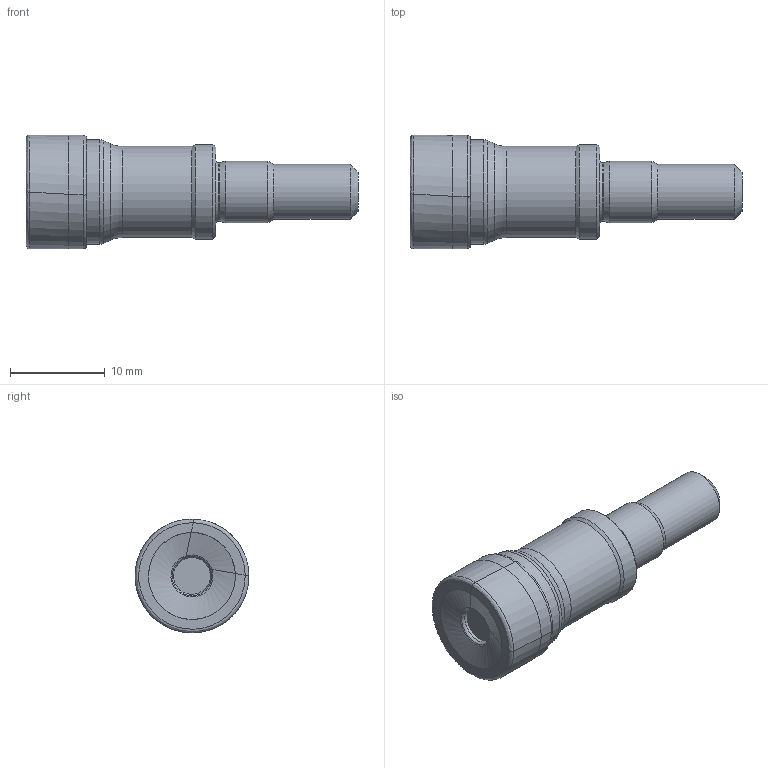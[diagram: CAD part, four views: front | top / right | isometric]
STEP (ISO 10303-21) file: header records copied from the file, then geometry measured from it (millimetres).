
FILE_DESCRIPTION(/* description */ (''),/* implementation_level */ '2;1');
FILE_NAME(/* name */ 'AHFM-ED0702-D12-M06-L20-Z03.stp',/* time_stamp */ '2023-10-18T17:45:34+03:00',/* author */ (''),/* organization */ (''),/* preprocessor_version */ 'ST-DEVELOPER v19.4',/* originating_system */ 'SIEMENS PLM Software NX2306.5001',/* authorisation */ '');
FILE_SCHEMA (('AUTOMOTIVE_DESIGN { 1 0 10303 214 3 1 1 1 }'));
Length unit declared in the file: millimetre
Products named in the file (1): AHFM-ED0702-D12-M06-L20-Z03-LIGHT_x_t_objects
Bounding box: 34.99 x 11.99 x 12 mm (x, y, z)
Volume: 2650.9 mm3; surface area: 1563.5 mm2
Topology: 2 solids, 2 shells, 53 faces, 102 edges, 52 vertices
Faces by surface type: bspline 32, cone 8, cylinder 6, torus 4, plane 3
Full cylindrical faces by diameter (mm): 5.8 x1, 6.14 x1, 6.5 x1, 9.6 x1, 10 x1, 11 x1
Entity records: 1592 total; most frequent: CARTESIAN_POINT 642, DIRECTION 192, ORIENTED_EDGE 168, AXIS2_PLACEMENT_3D 86, EDGE_CURVE 84, EDGE_LOOP 72, ADVANCED_FACE 53, VERTEX_POINT 52
